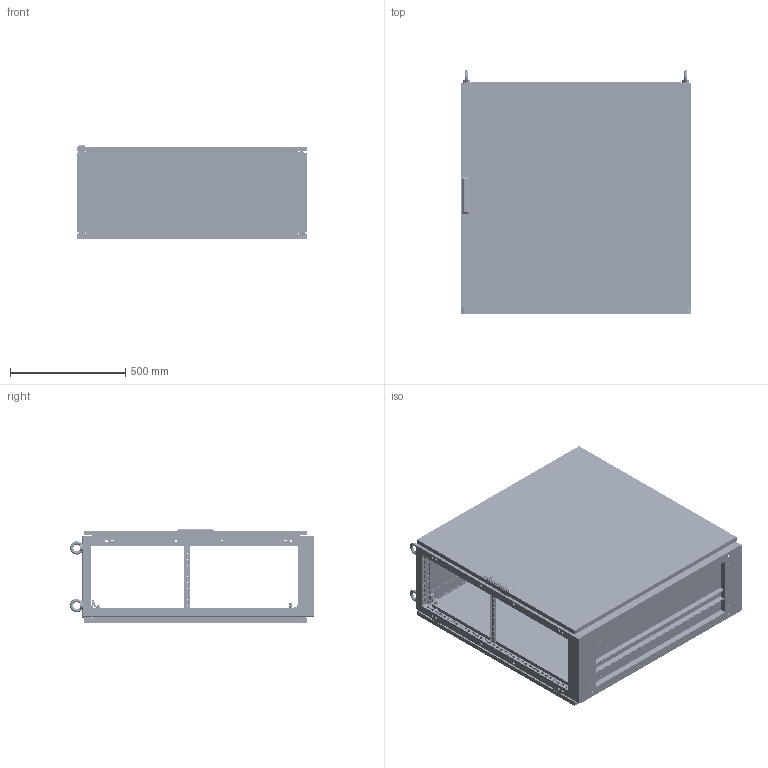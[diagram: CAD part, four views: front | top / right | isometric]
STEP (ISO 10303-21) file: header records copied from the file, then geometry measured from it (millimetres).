
FILE_DESCRIPTION (( 'STEP AP214' ), '1' );
FILE_NAME ('0395-1010-40-17.step', '2022-07-12T04:16:22', ( '' ), ( '' ), 'SwSTEP 2.0', 'SolidWorks 2019', '' );
FILE_SCHEMA (( 'AUTOMOTIVE_DESIGN' ));
Length unit declared in the file: millimetre
Products named in the file (16): MPGleitschuh_s; arretierwinkel_re_s; rasthalterung_li_s; Dachplatte_as_0395-1000-40-07; Korpus_as_1010-40; MontageplatteZubehoer_s; Tiefenstrebe_s_0396-0006-40-00; rasthalterung_re_s; Bodenplattensatz_s_0396-1000-40-03; 3080-9036-03-48 Schutzleiterschraube; MontageplatteKPL_s_0348-1010-00-13; TuerR_s_0395-1010-00-97; 0395-1010-40-17; Rueckwand_s_0395-1010-03-97; arretierwinkel_li_s; Montageplatte_s_1010
Assembly tree (17 placements, depth 4):
  0395-1010-40-17
    Korpus_as_1010-40
    TuerR_s_0395-1010-00-97
    Dachplatte_as_0395-1000-40-07
    Rueckwand_s_0395-1010-03-97
    Bodenplattensatz_s_0396-1000-40-03
    MontageplatteKPL_s_0348-1010-00-13
      Montageplatte_s_1010
      MontageplatteZubehoer_s
        arretierwinkel_li_s
        arretierwinkel_re_s
        rasthalterung_li_s
        rasthalterung_re_s
        3080-9036-03-48 Schutzleiterschraube
        MPGleitschuh_s  x2
    Tiefenstrebe_s_0396-0006-40-00  x2
Bounding box: 1000 x 1057.99 x 408.5 mm (x, y, z)
Volume: 11496610.6 mm3; surface area: 10929425.7 mm2
Topology: 78 solids, 78 shells, 7187 faces, 19761 edges, 13088 vertices
Faces by surface type: plane 4328, cylinder 2546, cone 265, torus 24, bspline 24
Entity records: 260444 total; most frequent: CARTESIAN_POINT 42170, ORIENTED_EDGE 38938, DIRECTION 38601, EDGE_CURVE 19469, VECTOR 13699, LINE 13699, VERTEX_POINT 12896, AXIS2_PLACEMENT_3D 12451
